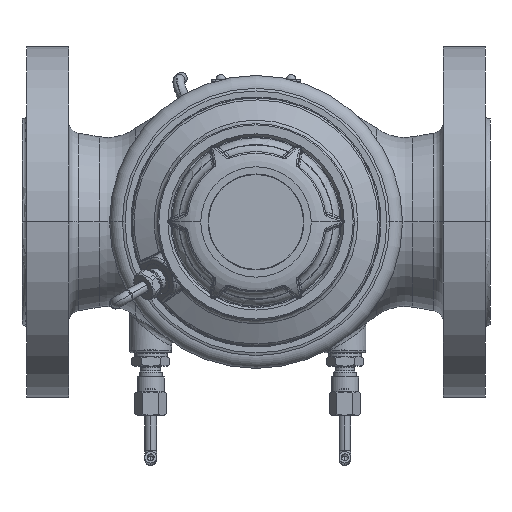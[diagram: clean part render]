
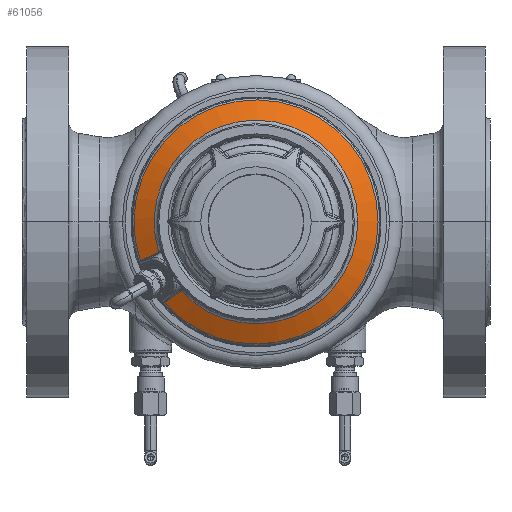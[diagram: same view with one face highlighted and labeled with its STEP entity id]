
A CAD part, front view. The second image highlights one B-rep face of the part: STEP entity #61056.
In plain terms, the highlighted spherical face has radius 108 mm.
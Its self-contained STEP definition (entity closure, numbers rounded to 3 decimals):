
#9863=CARTESIAN_POINT('',(0.,-210.662,0.));
#9864=DIRECTION('',(0.,-1.,0.));
#9865=DIRECTION('',(-0.75,0.,-0.661));
#9866=AXIS2_PLACEMENT_3D('',#9863,#9864,#9865);
#9994=CARTESIAN_POINT('',(-39.129,-210.662,
-34.51));
#10164=CARTESIAN_POINT('',(0.,-214.955,0.));
#10165=DIRECTION('',(0.,1.,0.));
#10166=DIRECTION('',(-0.955,0.,-0.297));
#10167=AXIS2_PLACEMENT_3D('',#10164,#10165,#10166);
#10221=CARTESIAN_POINT('',(-41.53,-214.955,
-12.919));
#10222=CARTESIAN_POINT('',(-42.069,-214.696,
-13.174));
#10223=CARTESIAN_POINT('',(-43.142,-214.166,
-13.682));
#10224=CARTESIAN_POINT('',(-44.739,-213.339,
-14.433));
#10225=CARTESIAN_POINT('',(-46.324,-212.48,
-15.176));
#10226=CARTESIAN_POINT('',(-47.895,-211.589,
-15.91));
#10227=CARTESIAN_POINT('',(-48.934,-210.975,
-16.392));
#10228=CARTESIAN_POINT('',(-49.451,-210.662,
-16.632));
#10244=CARTESIAN_POINT('',(-39.129,-210.662,
-34.51));
#10245=CARTESIAN_POINT('',(-38.663,-210.975,
-34.182));
#10246=CARTESIAN_POINT('',(-37.726,-211.589,
-33.524));
#10247=CARTESIAN_POINT('',(-36.305,-212.48,
-32.53));
#10248=CARTESIAN_POINT('',(-34.869,-213.339,
-31.529));
#10249=CARTESIAN_POINT('',(-33.419,-214.166,
-30.521));
#10250=CARTESIAN_POINT('',(-32.444,-214.696,
-29.845));
#10251=CARTESIAN_POINT('',(-31.954,-214.955,
-29.507));
#29110=CARTESIAN_POINT('',(-49.451,-210.662,
-16.632));
#47579=VERTEX_POINT('',#29110);
#47581=VERTEX_POINT('',#10221);
#47594=VERTEX_POINT('',#9994);
#47596=VERTEX_POINT('',#10251);
#61044=CARTESIAN_POINT('',(0.,-116.1,0.));
#61045=DIRECTION('',(0.,-1.,0.));
#61046=DIRECTION('',(-1.,0.,0.));
#61047=AXIS2_PLACEMENT_3D('',#61044,#61045,#61046);
#61048=SPHERICAL_SURFACE('',#61047,108.);
#61049=ORIENTED_EDGE('',*,*,#61035,.T.);
#61050=ORIENTED_EDGE('',*,*,#60628,.F.);
#61052=ORIENTED_EDGE('',*,*,#61051,.T.);
#61053=ORIENTED_EDGE('',*,*,#60957,.F.);
#61054=EDGE_LOOP('',(#61049,#61050,#61052,#61053));
#61055=FACE_OUTER_BOUND('',#61054,.F.);
#61056=ADVANCED_FACE('',(#61055),#61048,.T.);
#9867=CIRCLE('',#9866,52.173);
#10168=CIRCLE('',#10167,43.493);
#10229=B_SPLINE_CURVE_WITH_KNOTS('',3,(#10221,#10222,#10223,#10224,#10225,
#10226,#10227,#10228),.UNSPECIFIED.,.F.,.F.,(4,1,1,1,1,4),(0.,0.2,0.4,
0.6,0.8,1.),.UNSPECIFIED.);
#10252=B_SPLINE_CURVE_WITH_KNOTS('',3,(#10244,#10245,#10246,#10247,#10248,
#10249,#10250,#10251),.UNSPECIFIED.,.F.,.F.,(4,1,1,1,1,4),(0.,0.2,0.4,
0.6,0.8,1.),.UNSPECIFIED.);
#60628=EDGE_CURVE('',#47594,#47579,#9867,.T.);
#60957=EDGE_CURVE('',#47581,#47596,#10168,.T.);
#61035=EDGE_CURVE('',#47581,#47579,#10229,.T.);
#61051=EDGE_CURVE('',#47594,#47596,#10252,.T.);
